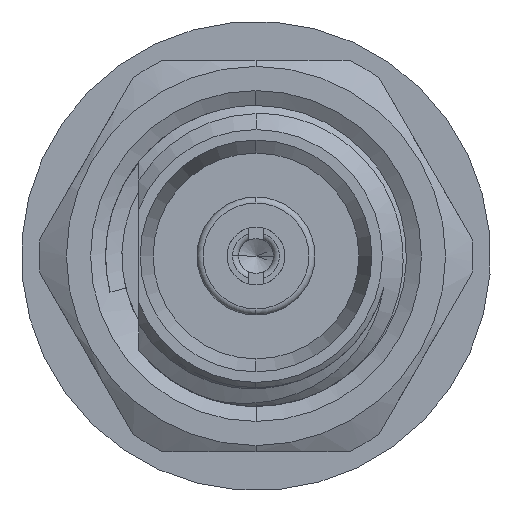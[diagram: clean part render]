
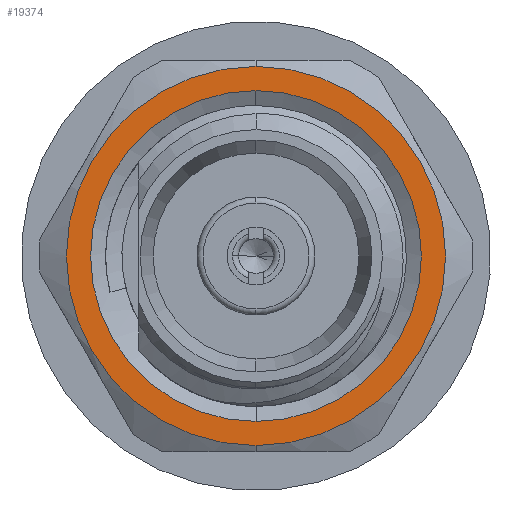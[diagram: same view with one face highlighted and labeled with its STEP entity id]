
A CAD part, left-side view. The second image highlights one B-rep face of the part: STEP entity #19374.
In plain terms, the highlighted planar face has unit normal (-1, 0, 0).
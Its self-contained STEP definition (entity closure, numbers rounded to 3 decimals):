
#852 = ORIENTED_EDGE ( 'NONE', *, *, #20485, .T. ) ;
#1712 = CARTESIAN_POINT ( 'NONE',  ( 2.9, 0., 0. ) ) ;
#3381 = AXIS2_PLACEMENT_3D ( 'NONE', #18848, #5530, #21085 ) ;
#3706 = EDGE_CURVE ( 'NONE', #19301, #27545, #26776, .T. ) ;
#3949 = DIRECTION ( 'NONE',  ( 0., 0., -1. ) ) ;
#4835 = EDGE_LOOP ( 'NONE', ( #12542, #21067 ) ) ;
#5299 = AXIS2_PLACEMENT_3D ( 'NONE', #7706, #23259, #9933 ) ;
#5530 = DIRECTION ( 'NONE',  ( 1., 0., 0. ) ) ;
#6849 = ORIENTED_EDGE ( 'NONE', *, *, #25591, .T. ) ;
#7706 = CARTESIAN_POINT ( 'NONE',  ( 2.9, 0., 0. ) ) ;
#8155 = CIRCLE ( 'NONE', #3381, 2.749 ) ;
#9817 = DIRECTION ( 'NONE',  ( -1., 0., 0. ) ) ;
#9933 = DIRECTION ( 'NONE',  ( 0., 0., -1. ) ) ;
#12542 = ORIENTED_EDGE ( 'NONE', *, *, #14938, .F. ) ;
#12863 = AXIS2_PLACEMENT_3D ( 'NONE', #1712, #17259, #3949 ) ;
#13045 = CARTESIAN_POINT ( 'NONE',  ( 2.9, 0., 0. ) ) ;
#13900 = CARTESIAN_POINT ( 'NONE',  ( 2.9, 0., 2.749 ) ) ;
#14938 = EDGE_CURVE ( 'NONE', #27545, #19301, #22359, .T. ) ;
#15263 = DIRECTION ( 'NONE',  ( 0., 0., 1. ) ) ;
#16128 = CARTESIAN_POINT ( 'NONE',  ( 2.9, 0., 3.15 ) ) ;
#17250 = FACE_BOUND ( 'NONE', #18907, .T. ) ;
#17259 = DIRECTION ( 'NONE',  ( 1., 0., 0. ) ) ;
#18788 = AXIS2_PLACEMENT_3D ( 'NONE', #13045, #28616, #15263 ) ;
#18848 = CARTESIAN_POINT ( 'NONE',  ( 2.9, 0., 0. ) ) ;
#18907 = EDGE_LOOP ( 'NONE', ( #6849, #852 ) ) ;
#19301 = VERTEX_POINT ( 'NONE', #16128 ) ;
#19374 = ADVANCED_FACE ( 'NONE', ( #17250, #23149 ), #22955, .T. ) ;
#20485 = EDGE_CURVE ( 'NONE', #25034, #21529, #8155, .T. ) ;
#21067 = ORIENTED_EDGE ( 'NONE', *, *, #3706, .F. ) ;
#21085 = DIRECTION ( 'NONE',  ( 0., 0., 1. ) ) ;
#21529 = VERTEX_POINT ( 'NONE', #13900 ) ;
#22359 = CIRCLE ( 'NONE', #5299, 3.15 ) ;
#22955 = PLANE ( 'NONE',  #26491 ) ;
#23146 = CARTESIAN_POINT ( 'NONE',  ( 2.9, 0., 0. ) ) ;
#23149 = FACE_OUTER_BOUND ( 'NONE', #4835, .T. ) ;
#23259 = DIRECTION ( 'NONE',  ( 1., 0., 0. ) ) ;
#23550 = CARTESIAN_POINT ( 'NONE',  ( 2.9, 0., -2.749 ) ) ;
#25034 = VERTEX_POINT ( 'NONE', #23550 ) ;
#25347 = DIRECTION ( 'NONE',  ( 0., 0., 1. ) ) ;
#25591 = EDGE_CURVE ( 'NONE', #21529, #25034, #28527, .T. ) ;
#26491 = AXIS2_PLACEMENT_3D ( 'NONE', #23146, #9817, #25347 ) ;
#26776 = CIRCLE ( 'NONE', #12863, 3.15 ) ;
#27412 = CARTESIAN_POINT ( 'NONE',  ( 2.9, 0., -3.15 ) ) ;
#27545 = VERTEX_POINT ( 'NONE', #27412 ) ;
#28527 = CIRCLE ( 'NONE', #18788, 2.749 ) ;
#28616 = DIRECTION ( 'NONE',  ( 1., 0., 0. ) ) ;
